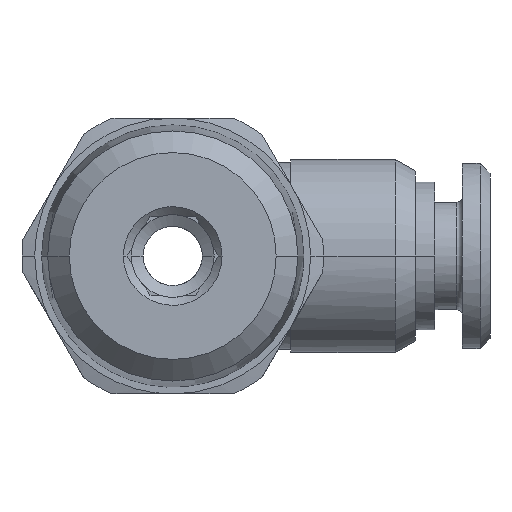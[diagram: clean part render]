
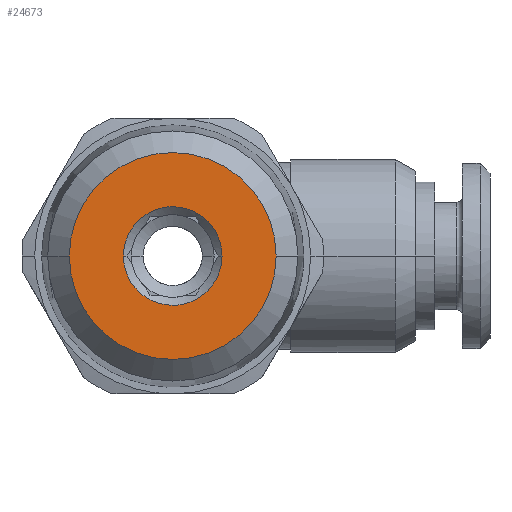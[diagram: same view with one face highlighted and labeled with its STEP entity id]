
A CAD part, left-side view. The second image highlights one B-rep face of the part: STEP entity #24673.
In plain terms, the highlighted planar face has unit normal (-1, 0, 0).
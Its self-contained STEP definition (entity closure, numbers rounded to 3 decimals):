
#20767=CARTESIAN_POINT('Vertex',(-23.4,-5.248,0.)) ;
#20770=CARTESIAN_POINT('Axis2P3D Location',(-23.4,0.,0.)) ;
#20774=CARTESIAN_POINT('Vertex',(-23.4,5.248,0.)) ;
#20794=CARTESIAN_POINT('Axis2P3D Location',(-23.4,0.,0.)) ;
#24604=CARTESIAN_POINT('Axis2P3D Location',(-23.4,0.,0.)) ;
#24614=CARTESIAN_POINT('Control Point',(-23.4,-2.5,0.)) ;
#24615=CARTESIAN_POINT('Control Point',(-23.4,-2.5,0.232)) ;
#24616=CARTESIAN_POINT('Control Point',(-23.4,-2.473,0.465)) ;
#24617=CARTESIAN_POINT('Control Point',(-23.4,-2.419,0.693)) ;
#24618=CARTESIAN_POINT('Control Point',(-23.4,-2.259,1.133)) ;
#24619=CARTESIAN_POINT('Control Point',(-23.4,-2.002,1.524)) ;
#24620=CARTESIAN_POINT('Control Point',(-23.4,-1.852,1.704)) ;
#24621=CARTESIAN_POINT('Control Point',(-23.4,-1.512,2.025)) ;
#24622=CARTESIAN_POINT('Control Point',(-23.4,-1.107,2.26)) ;
#24623=CARTESIAN_POINT('Control Point',(-23.4,-0.892,2.353)) ;
#24624=CARTESIAN_POINT('Control Point',(-23.4,-0.444,2.488)) ;
#24625=CARTESIAN_POINT('Control Point',(-23.4,0.023,2.516)) ;
#24626=CARTESIAN_POINT('Control Point',(-23.4,0.257,2.503)) ;
#24627=CARTESIAN_POINT('Control Point',(-23.4,0.718,2.423)) ;
#24628=CARTESIAN_POINT('Control Point',(-23.4,1.149,2.239)) ;
#24629=CARTESIAN_POINT('Control Point',(-23.4,1.352,2.122)) ;
#24630=CARTESIAN_POINT('Control Point',(-23.4,1.728,1.844)) ;
#24631=CARTESIAN_POINT('Control Point',(-23.4,2.03,1.487)) ;
#24632=CARTESIAN_POINT('Control Point',(-23.4,2.16,1.291)) ;
#24633=CARTESIAN_POINT('Control Point',(-23.4,2.346,0.924)) ;
#24634=CARTESIAN_POINT('Control Point',(-23.4,2.453,0.528)) ;
#24635=CARTESIAN_POINT('Control Point',(-23.4,2.484,0.353)) ;
#24636=CARTESIAN_POINT('Control Point',(-23.4,2.5,0.177)) ;
#24637=CARTESIAN_POINT('Control Point',(-23.4,2.5,0.)) ;
#24638=CARTESIAN_POINT('Vertex',(-23.4,-2.5,0.)) ;
#24640=CARTESIAN_POINT('Vertex',(-23.4,2.5,0.)) ;
#24644=CARTESIAN_POINT('Control Point',(-23.4,2.5,0.)) ;
#24645=CARTESIAN_POINT('Control Point',(-23.4,2.5,-0.232)) ;
#24646=CARTESIAN_POINT('Control Point',(-23.4,2.473,-0.465)) ;
#24647=CARTESIAN_POINT('Control Point',(-23.4,2.419,-0.693)) ;
#24648=CARTESIAN_POINT('Control Point',(-23.4,2.259,-1.133)) ;
#24649=CARTESIAN_POINT('Control Point',(-23.4,2.002,-1.524)) ;
#24650=CARTESIAN_POINT('Control Point',(-23.4,1.852,-1.704)) ;
#24651=CARTESIAN_POINT('Control Point',(-23.4,1.512,-2.025)) ;
#24652=CARTESIAN_POINT('Control Point',(-23.4,1.107,-2.26)) ;
#24653=CARTESIAN_POINT('Control Point',(-23.4,0.892,-2.353)) ;
#24654=CARTESIAN_POINT('Control Point',(-23.4,0.444,-2.488)) ;
#24655=CARTESIAN_POINT('Control Point',(-23.4,-0.023,-2.516)) ;
#24656=CARTESIAN_POINT('Control Point',(-23.4,-0.257,-2.503)) ;
#24657=CARTESIAN_POINT('Control Point',(-23.4,-0.718,-2.423)) ;
#24658=CARTESIAN_POINT('Control Point',(-23.4,-1.149,-2.239)) ;
#24659=CARTESIAN_POINT('Control Point',(-23.4,-1.352,-2.122)) ;
#24660=CARTESIAN_POINT('Control Point',(-23.4,-1.728,-1.844)) ;
#24661=CARTESIAN_POINT('Control Point',(-23.4,-2.03,-1.487)) ;
#24662=CARTESIAN_POINT('Control Point',(-23.4,-2.16,-1.291)) ;
#24663=CARTESIAN_POINT('Control Point',(-23.4,-2.346,-0.924)) ;
#24664=CARTESIAN_POINT('Control Point',(-23.4,-2.453,-0.528)) ;
#24665=CARTESIAN_POINT('Control Point',(-23.4,-2.484,-0.353)) ;
#24666=CARTESIAN_POINT('Control Point',(-23.4,-2.5,-0.177)) ;
#24667=CARTESIAN_POINT('Control Point',(-23.4,-2.5,0.)) ;
#20771=DIRECTION('Axis2P3D Direction',(1.,0.,0.)) ;
#20795=DIRECTION('Axis2P3D Direction',(1.,0.,0.)) ;
#24605=DIRECTION('Axis2P3D Direction',(1.,0.,0.)) ;
#24606=DIRECTION('Axis2P3D XDirection',(0.,-1.,0.)) ;
#20772=AXIS2_PLACEMENT_3D('Circle Axis2P3D',#20770,#20771,$) ;
#20796=AXIS2_PLACEMENT_3D('Circle Axis2P3D',#20794,#20795,$) ;
#24607=AXIS2_PLACEMENT_3D('Plane Axis2P3D',#24604,#24605,#24606) ;
#24610=ORIENTED_EDGE('',*,*,#20798,.F.) ;
#24611=ORIENTED_EDGE('',*,*,#20776,.T.) ;
#24670=ORIENTED_EDGE('',*,*,#24642,.F.) ;
#24671=ORIENTED_EDGE('',*,*,#24668,.F.) ;
#24672=FACE_BOUND('',#24669,.T.) ;
#24673=ADVANCED_FACE('PR425B-04R14',(#24612,#24672),#24608,.F.) ;
#24613=B_SPLINE_CURVE_WITH_KNOTS('',5,(#24614,#24615,#24616,#24617,#24618,#24619,#24620,#24621,#24622,#24623,#24624,#24625,#24626,#24627,#24628,#24629,#24630,#24631,#24632,#24633,#24634,#24635,#24636,#24637),.UNSPECIFIED.,.F.,.U.,(6,3,3,3,3,3,3,6),(0.,1.643,3.286,4.929,6.573,8.216,9.859,11.107),.UNSPECIFIED.) ;
#24643=B_SPLINE_CURVE_WITH_KNOTS('',5,(#24644,#24645,#24646,#24647,#24648,#24649,#24650,#24651,#24652,#24653,#24654,#24655,#24656,#24657,#24658,#24659,#24660,#24661,#24662,#24663,#24664,#24665,#24666,#24667),.UNSPECIFIED.,.F.,.U.,(6,3,3,3,3,3,3,6),(0.,1.643,3.286,4.929,6.573,8.216,9.859,11.107),.UNSPECIFIED.) ;
#20773=CIRCLE('generated circle',#20772,5.248) ;
#20797=CIRCLE('generated circle',#20796,5.248) ;
#20776=EDGE_CURVE('',#20775,#20768,#20773,.F.) ;
#20798=EDGE_CURVE('',#20775,#20768,#20797,.T.) ;
#24642=EDGE_CURVE('',#24639,#24641,#24613,.T.) ;
#24668=EDGE_CURVE('',#24641,#24639,#24643,.T.) ;
#24609=EDGE_LOOP('',(#24610,#24611)) ;
#24669=EDGE_LOOP('',(#24670,#24671)) ;
#24612=FACE_OUTER_BOUND('',#24609,.T.) ;
#24608=PLANE('',#24607) ;
#20768=VERTEX_POINT('',#20767) ;
#20775=VERTEX_POINT('',#20774) ;
#24639=VERTEX_POINT('',#24638) ;
#24641=VERTEX_POINT('',#24640) ;
